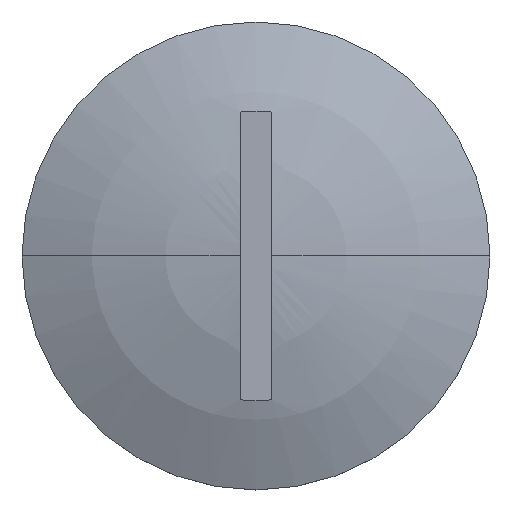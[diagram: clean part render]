
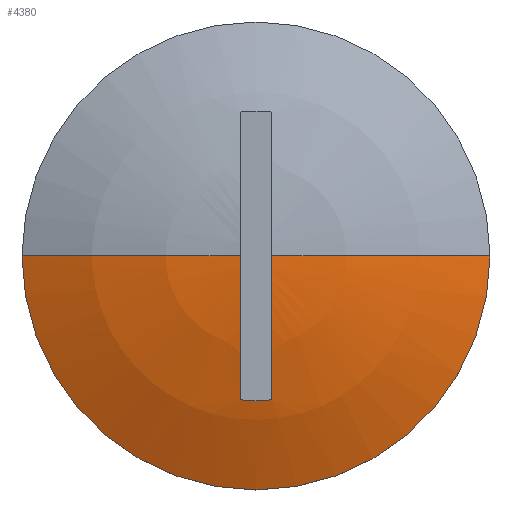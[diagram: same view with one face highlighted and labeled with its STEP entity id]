
A CAD part, top view. The second image highlights one B-rep face of the part: STEP entity #4380.
In plain terms, the highlighted spherical face has radius 35.05 mm.
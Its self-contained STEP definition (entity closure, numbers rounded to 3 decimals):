
#2490=CARTESIAN_POINT('',(-15.,0.,6.628));
#2500=VERTEX_POINT('',#2490);
#2530=CARTESIAN_POINT('',(0.,0.,6.628));
#2540=DIRECTION('',(0.,0.,1.));
#2550=DIRECTION('',(1.,0.,0.));
#2560=AXIS2_PLACEMENT_3D('',#2530,#2540,#2550);
#2570=CIRCLE('',#2560,15.);
#2580=CARTESIAN_POINT('',(15.,0.,6.628));
#2590=VERTEX_POINT('',#2580);
#2600=EDGE_CURVE('',#2500,#2590,#2570,.T.);
#2840=CARTESIAN_POINT('',(0.,0.,-25.05));
#2850=DIRECTION('',(0.,1.,0.));
#2860=DIRECTION('',(1.,0.,0.));
#2870=AXIS2_PLACEMENT_3D('',#2840,#2850,#2860);
#2880=CIRCLE('',#2870,35.05);
#2890=CARTESIAN_POINT('',(-1.,0.,
9.986));
#2900=VERTEX_POINT('',#2890);
#2910=EDGE_CURVE('',#2500,#2900,#2880,.T.);
#2950=CARTESIAN_POINT('',(1.,0.,9.986));
#2960=VERTEX_POINT('',#2950);
#2970=EDGE_CURVE('',#2960,#2590,#2880,.T.);
#2990=CARTESIAN_POINT('',(1.,0.,-25.05));
#3000=DIRECTION('',(1.,0.,0.));
#3010=DIRECTION('',(0.,-1.,0.));
#3020=AXIS2_PLACEMENT_3D('',#2990,#3000,#3010);
#3030=CIRCLE('',#3020,35.036);
#3080=CARTESIAN_POINT('',(0.,0.,8.75));
#3090=DIRECTION('',(0.,0.,-1.));
#3100=DIRECTION('',(1.,0.,0.));
#3110=AXIS2_PLACEMENT_3D('',#3080,#3090,#3100);
#3120=CIRCLE('',#3110,9.277);
#3170=CARTESIAN_POINT('',(-1.,0.,-25.05));
#3180=DIRECTION('',(-1.,0.,0.));
#3190=DIRECTION('',(0.,1.,0.));
#3200=AXIS2_PLACEMENT_3D('',#3170,#3180,#3190);
#3210=CIRCLE('',#3200,35.036);
#3430=CARTESIAN_POINT('',(-1.,-9.223,8.75));
#3440=VERTEX_POINT('',#3430);
#3470=EDGE_CURVE('',#3440,#2900,#3210,.T.);
#3690=CARTESIAN_POINT('',(1.,-9.223,8.75));
#3700=VERTEX_POINT('',#3690);
#3740=EDGE_CURVE('',#2960,#3700,#3030,.T.);
#3940=EDGE_CURVE('',#3700,#3440,#3120,.T.);
#4250=CARTESIAN_POINT('',(0.,0.,-25.05));
#4260=DIRECTION('',(0.,0.,1.));
#4270=DIRECTION('',(1.,0.,0.));
#4280=AXIS2_PLACEMENT_3D('',#4250,#4260,#4270);
#4290=SPHERICAL_SURFACE('',#4280,35.05);
#4300=ORIENTED_EDGE('',*,*,#2910,.F.);
#4310=ORIENTED_EDGE('',*,*,#3470,.T.);
#4320=ORIENTED_EDGE('',*,*,#3940,.T.);
#4330=ORIENTED_EDGE('',*,*,#3740,.T.);
#4340=ORIENTED_EDGE('',*,*,#2970,.F.);
#4350=ORIENTED_EDGE('',*,*,#2600,.T.);
#4360=EDGE_LOOP('',(#4350,#4340,#4330,#4320,#4310,#4300));
#4370=FACE_OUTER_BOUND('',#4360,.T.);
#4380=ADVANCED_FACE('',(#4370),#4290,.T.);
